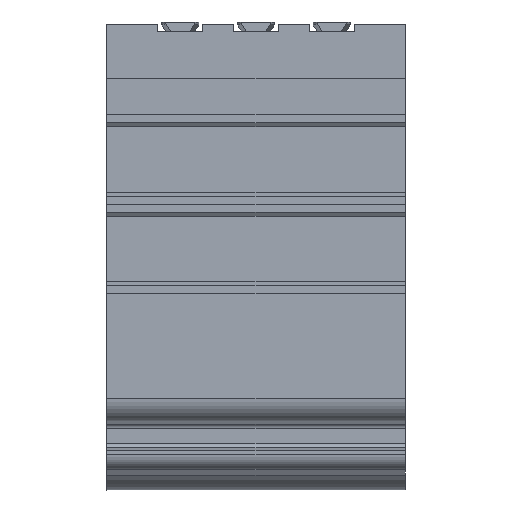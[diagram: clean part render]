
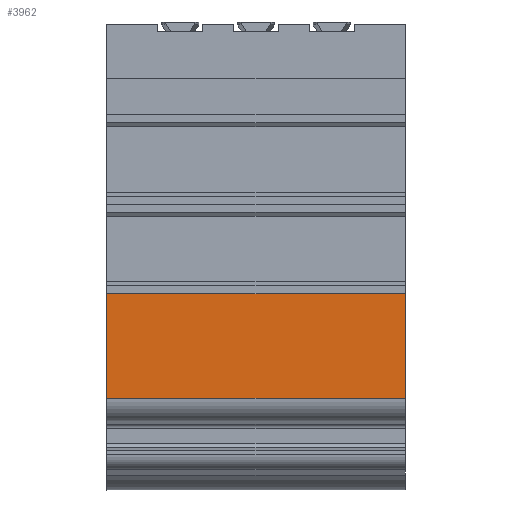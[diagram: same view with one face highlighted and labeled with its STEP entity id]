
A CAD part, front view. The second image highlights one B-rep face of the part: STEP entity #3962.
In plain terms, the highlighted planar face has unit normal (0, -1, 0).
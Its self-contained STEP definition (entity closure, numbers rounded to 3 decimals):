
#3066=AXIS2_PLACEMENT_3D('Plane Axis2P3D',#3063,#3064,#3065) ;
#3063=CARTESIAN_POINT('Axis2P3D Location',(10.,2.775,25.17)) ;
#3915=CARTESIAN_POINT('Vertex',(0.,2.775,13.17)) ;
#3918=CARTESIAN_POINT('Line Origine',(10.,2.775,13.17)) ;
#3922=CARTESIAN_POINT('Vertex',(20.,2.775,13.17)) ;
#3937=CARTESIAN_POINT('Line Origine',(0.,2.775,9.67)) ;
#3941=CARTESIAN_POINT('Vertex',(0.,2.775,6.17)) ;
#3944=CARTESIAN_POINT('Line Origine',(10.,2.775,6.17)) ;
#3948=CARTESIAN_POINT('Vertex',(20.,2.775,6.17)) ;
#3951=CARTESIAN_POINT('Line Origine',(20.,2.775,9.67)) ;
#3064=DIRECTION('Axis2P3D Direction',(0.,1.,0.)) ;
#3065=DIRECTION('Axis2P3D XDirection',(0.,0.,1.)) ;
#3919=DIRECTION('Vector Direction',(1.,0.,0.)) ;
#3938=DIRECTION('Vector Direction',(0.,0.,1.)) ;
#3945=DIRECTION('Vector Direction',(1.,0.,0.)) ;
#3952=DIRECTION('Vector Direction',(0.,0.,1.)) ;
#3920=VECTOR('Line Direction',#3919,1.) ;
#3939=VECTOR('Line Direction',#3938,1.) ;
#3946=VECTOR('Line Direction',#3945,1.) ;
#3953=VECTOR('Line Direction',#3952,1.) ;
#3957=ORIENTED_EDGE('',*,*,#3924,.F.) ;
#3958=ORIENTED_EDGE('',*,*,#3943,.T.) ;
#3959=ORIENTED_EDGE('',*,*,#3950,.T.) ;
#3960=ORIENTED_EDGE('',*,*,#3955,.F.) ;
#3962=ADVANCED_FACE('model',(#3961),#3067,.F.) ;
#3924=EDGE_CURVE('',#3916,#3923,#3921,.T.) ;
#3943=EDGE_CURVE('',#3916,#3942,#3940,.F.) ;
#3950=EDGE_CURVE('',#3942,#3949,#3947,.T.) ;
#3955=EDGE_CURVE('',#3923,#3949,#3954,.F.) ;
#3956=EDGE_LOOP('',(#3957,#3958,#3959,#3960)) ;
#3961=FACE_OUTER_BOUND('',#3956,.T.) ;
#3921=LINE('Line',#3918,#3920) ;
#3940=LINE('Line',#3937,#3939) ;
#3947=LINE('Line',#3944,#3946) ;
#3954=LINE('Line',#3951,#3953) ;
#3067=PLANE('',#3066) ;
#3916=VERTEX_POINT('',#3915) ;
#3923=VERTEX_POINT('',#3922) ;
#3942=VERTEX_POINT('',#3941) ;
#3949=VERTEX_POINT('',#3948) ;
